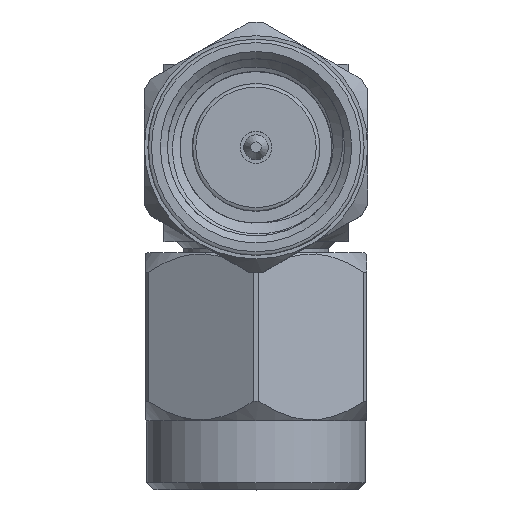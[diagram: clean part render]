
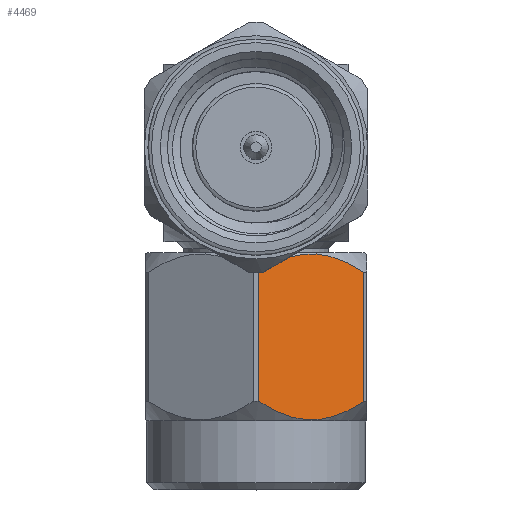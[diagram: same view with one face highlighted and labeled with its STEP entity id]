
A CAD part, top view. The second image highlights one B-rep face of the part: STEP entity #4469.
In plain terms, the highlighted face is planar.
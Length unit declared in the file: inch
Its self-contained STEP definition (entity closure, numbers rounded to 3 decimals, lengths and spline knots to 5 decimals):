
#7 = CARTESIAN_POINT ( 'NONE',  ( 0.12786, 0.37594, 0.09104 ) ) ;
#684 = DIRECTION ( 'NONE',  ( 0., -1., 0. ) ) ;
#793 = VECTOR ( 'NONE', #684, 39.37008 ) ;
#812 = CARTESIAN_POINT ( 'NONE',  ( 0.14294, 0.37591, 0.06493 ) ) ;
#866 = CARTESIAN_POINT ( 'NONE',  ( 0.09253, 0.16843, 0.15223 ) ) ;
#970 = CARTESIAN_POINT ( 'NONE',  ( 0.16471, 0.15441, 0.02721 ) ) ;
#1289 = CARTESIAN_POINT ( 'NONE',  ( 0.09253, 0.16843, 0.15223 ) ) ;
#1505 = B_SPLINE_CURVE_WITH_KNOTS ( 'NONE', 3,
 ( #9215, #8242, #4987, #4176, #4284, #812, #4125, #7424, #7, #8445, #7785, #1767, #10191, #4740 ),
 .UNSPECIFIED., .F., .F.,
 ( 4, 2, 2, 2, 2, 2, 4 ),
 ( 0., 0.00114, 0.00171, 0.00228, 0.00285, 0.00342, 0.00456 ),
 .UNSPECIFIED. ) ;
#1679 = CARTESIAN_POINT ( 'NONE',  ( 0.14277, 0.14298, 0.06521 ) ) ;
#1767 = CARTESIAN_POINT ( 'NONE',  ( 0.10592, 0.36452, 0.12904 ) ) ;
#2177 = VERTEX_POINT ( 'NONE', #1289 ) ;
#2379 = EDGE_LOOP ( 'NONE', ( #7550, #8676, #3823, #9018 ) ) ;
#2545 = CARTESIAN_POINT ( 'NONE',  ( 0.17151, 0.16089, 0.01544 ) ) ;
#3248 = CARTESIAN_POINT ( 'NONE',  ( 0.1781, 0.16843, 0.00402 ) ) ;
#3428 = CARTESIAN_POINT ( 'NONE',  ( 0.1781, 0.35049, 0.00402 ) ) ;
#3823 = ORIENTED_EDGE ( 'NONE', *, *, #7691, .F. ) ;
#4125 = CARTESIAN_POINT ( 'NONE',  ( 0.13914, 0.37657, 0.0715 ) ) ;
#4176 = CARTESIAN_POINT ( 'NONE',  ( 0.15408, 0.37146, 0.04562 ) ) ;
#4226 = CARTESIAN_POINT ( 'NONE',  ( 0.13149, 0.14235, 0.08475 ) ) ;
#4251 = VERTEX_POINT ( 'NONE', #5940 ) ;
#4284 = CARTESIAN_POINT ( 'NONE',  ( 0.15044, 0.37333, 0.05193 ) ) ;
#4316 = VECTOR ( 'NONE', #8761, 39.37008 ) ;
#4469 = ADVANCED_FACE ( 'NONE', ( #5711 ), #9908, .T. ) ;
#4740 = CARTESIAN_POINT ( 'NONE',  ( 0.09253, 0.35049, 0.15223 ) ) ;
#4855 = CARTESIAN_POINT ( 'NONE',  ( 0.1781, -0.05, 0.00402 ) ) ;
#4957 = DIRECTION ( 'NONE',  ( 0.866, 0., 0.5 ) ) ;
#4987 = CARTESIAN_POINT ( 'NONE',  ( 0.16475, 0.36447, 0.02715 ) ) ;
#5438 = LINE ( 'NONE', #7781, #4316 ) ;
#5711 = FACE_OUTER_BOUND ( 'NONE', #2379, .T. ) ;
#5940 = CARTESIAN_POINT ( 'NONE',  ( 0.09253, 0.35049, 0.15223 ) ) ;
#5979 = EDGE_CURVE ( 'NONE', #2177, #4251, #5438, .T. ) ;
#6497 = CARTESIAN_POINT ( 'NONE',  ( 0.13902, 0.14233, 0.07171 ) ) ;
#6524 = DIRECTION ( 'NONE',  ( 0.5, 0., -0.866 ) ) ;
#6604 = CARTESIAN_POINT ( 'NONE',  ( 0.1277, 0.14301, 0.09132 ) ) ;
#6708 = CARTESIAN_POINT ( 'NONE',  ( 0.15397, 0.1474, 0.04582 ) ) ;
#7372 = CARTESIAN_POINT ( 'NONE',  ( 0.15026, 0.14551, 0.05223 ) ) ;
#7424 = CARTESIAN_POINT ( 'NONE',  ( 0.13161, 0.37659, 0.08454 ) ) ;
#7550 = ORIENTED_EDGE ( 'NONE', *, *, #5979, .F. ) ;
#7691 = EDGE_CURVE ( 'NONE', #10507, #9221, #8929, .T. ) ;
#7781 = CARTESIAN_POINT ( 'NONE',  ( 0.09253, -0.05, 0.15223 ) ) ;
#7785 = CARTESIAN_POINT ( 'NONE',  ( 0.11667, 0.37152, 0.11043 ) ) ;
#7903 = CARTESIAN_POINT ( 'NONE',  ( 0.1781, 0.16843, 0.00402 ) ) ;
#8242 = CARTESIAN_POINT ( 'NONE',  ( 0.17152, 0.35801, 0.01541 ) ) ;
#8292 = CARTESIAN_POINT ( 'NONE',  ( 0.11655, 0.14746, 0.11063 ) ) ;
#8346 = CARTESIAN_POINT ( 'NONE',  ( 0.10588, 0.15445, 0.1291 ) ) ;
#8445 = CARTESIAN_POINT ( 'NONE',  ( 0.12037, 0.37341, 0.10402 ) ) ;
#8676 = ORIENTED_EDGE ( 'NONE', *, *, #9706, .T. ) ;
#8761 = DIRECTION ( 'NONE',  ( 0., 1., 0. ) ) ;
#8929 = LINE ( 'NONE', #4855, #793 ) ;
#9018 = ORIENTED_EDGE ( 'NONE', *, *, #9741, .T. ) ;
#9082 = CARTESIAN_POINT ( 'NONE',  ( 0.09021, 0.11792, 0.15625 ) ) ;
#9112 = CARTESIAN_POINT ( 'NONE',  ( 0.12019, 0.14559, 0.10432 ) ) ;
#9215 = CARTESIAN_POINT ( 'NONE',  ( 0.1781, 0.35049, 0.00402 ) ) ;
#9221 = VERTEX_POINT ( 'NONE', #7903 ) ;
#9375 = AXIS2_PLACEMENT_3D ( 'NONE', #9082, #4957, #6524 ) ;
#9706 = EDGE_CURVE ( 'NONE', #2177, #9221, #10308, .T. ) ;
#9741 = EDGE_CURVE ( 'NONE', #10507, #4251, #1505, .T. ) ;
#9908 = PLANE ( 'NONE',  #9375 ) ;
#9933 = CARTESIAN_POINT ( 'NONE',  ( 0.09911, 0.16091, 0.14084 ) ) ;
#10191 = CARTESIAN_POINT ( 'NONE',  ( 0.09912, 0.35803, 0.14081 ) ) ;
#10308 = B_SPLINE_CURVE_WITH_KNOTS ( 'NONE', 3,
 ( #866, #9933, #8346, #8292, #9112, #6604, #4226, #6497, #1679, #7372, #6708, #970, #2545, #3248 ),
 .UNSPECIFIED., .F., .F.,
 ( 4, 2, 2, 2, 2, 2, 4 ),
 ( 0., 0.00114, 0.00171, 0.00228, 0.00285, 0.00342, 0.00456 ),
 .UNSPECIFIED. ) ;
#10507 = VERTEX_POINT ( 'NONE', #3428 ) ;
